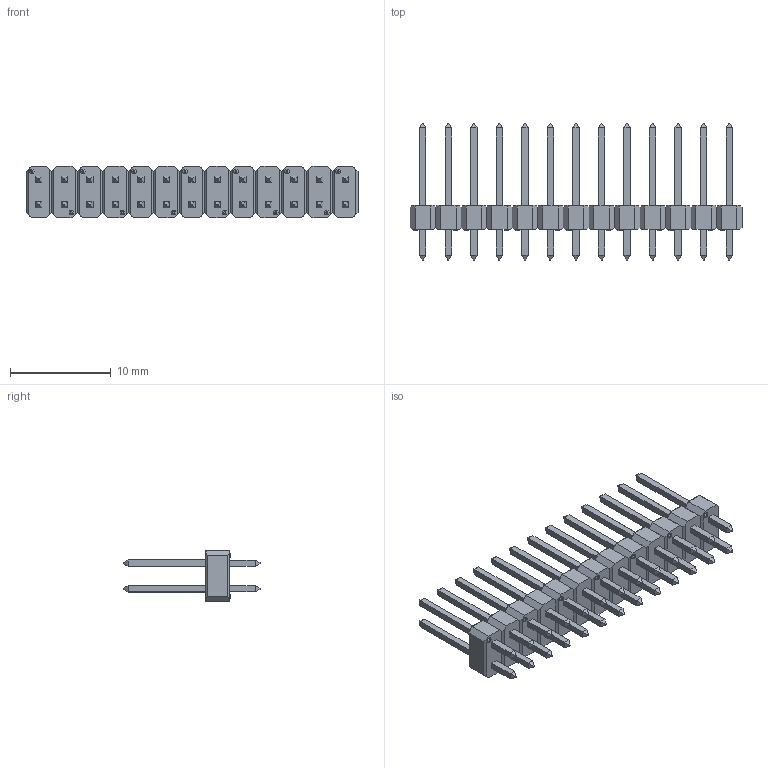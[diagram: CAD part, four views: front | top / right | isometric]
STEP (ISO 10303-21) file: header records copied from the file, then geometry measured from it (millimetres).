
FILE_DESCRIPTION (( 'STEP AP214' ), '1' );
FILE_NAME ('PBC13DFAN.STEP', '2018-02-06T20:24:00', ( '' ), ( '' ), 'SwSTEP 2.0', 'SolidWorks 2014', '' );
FILE_SCHEMA (( 'AUTOMOTIVE_DESIGN' ));
Length unit declared in the file: millimetre
Products named in the file (2): Dual TH withbump format; PBC13DFAN
Assembly tree (13 placements, depth 2):
  PBC13DFAN
    Dual TH withbump format  x13
Bounding box: 33.02 x 13.53 x 5.08 mm (x, y, z)
Volume: 495.6 mm3; surface area: 1477 mm2
Topology: 65 solids, 65 shells, 845 faces, 1846 edges, 1144 vertices
Faces by surface type: plane 715, cylinder 104, torus 26
Entity records: 2052 total; most frequent: CARTESIAN_POINT 347, DIRECTION 298, ORIENTED_EDGE 284, EDGE_CURVE 142, LINE 124, VECTOR 124, VERTEX_POINT 88, AXIS2_PLACEMENT_3D 87
